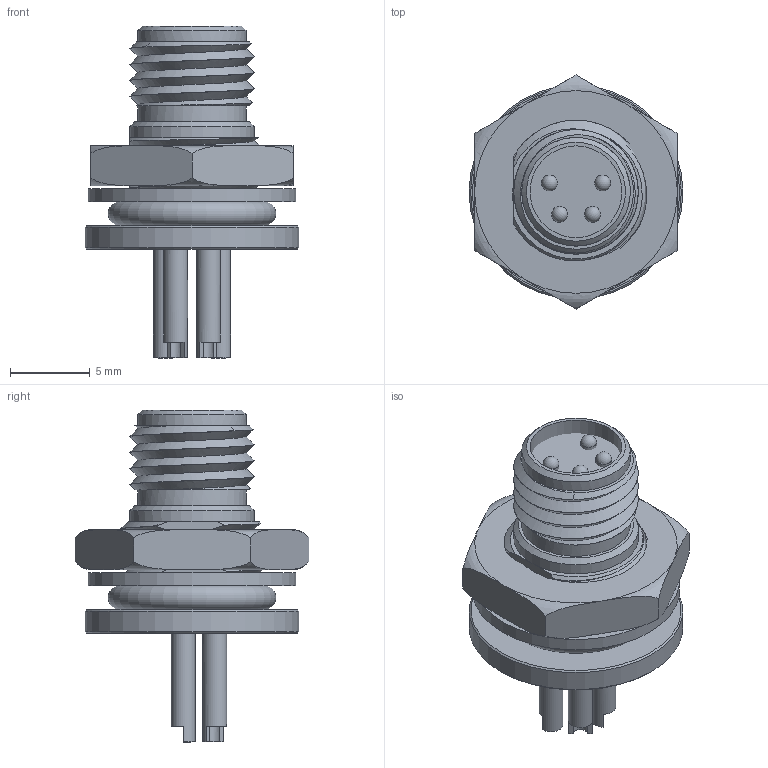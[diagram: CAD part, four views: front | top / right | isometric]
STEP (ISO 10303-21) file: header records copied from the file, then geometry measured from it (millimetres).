
FILE_DESCRIPTION (( 'STEP AP203' ), '1' );
FILE_NAME ('855-004-103R004.STEP', '2019-12-13T14:49:39', ( '' ), ( '' ), 'SwSTEP 2.0', 'SolidWorks 2017', '' );
FILE_SCHEMA (( 'CONFIG_CONTROL_DESIGN' ));
Length unit declared in the file: inch
Products named in the file (1): 855-004-103R004
Bounding box: 13.4 x 14.66 x 20.8 mm (x, y, z)
Volume: 697.1 mm3; surface area: 2525.2 mm2
Topology: 9 solids, 10 shells, 177 faces, 456 edges, 304 vertices
Faces by surface type: plane 65, cylinder 51, cone 25, bspline 18, torus 13, sphere 5
Full cylindrical faces by diameter (mm): 0.9 x4, 1 x8, 1.35 x12, 1.5 x8, 5.75 x2, 5.8 x2, 6.2 x2, 6.8 x2, 7.8 x2, 9 x1, 13 x1, 13.4 x1
Entity records: 8790 total; most frequent: CARTESIAN_POINT 5250, ORIENTED_EDGE 674, DIRECTION 608, EDGE_CURVE 337, AXIS2_PLACEMENT_3D 277, EDGE_LOOP 271, VERTEX_POINT 262, FACE_OUTER_BOUND 219
